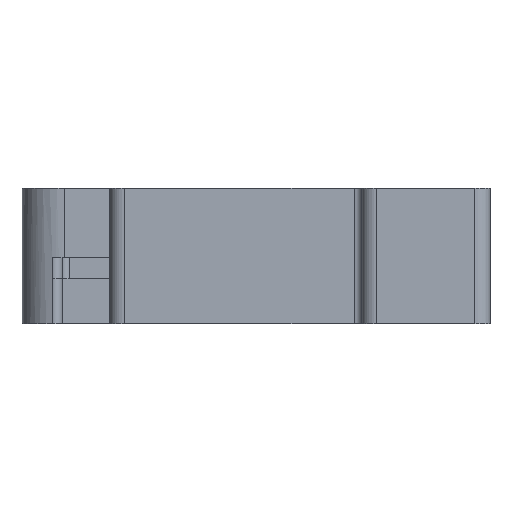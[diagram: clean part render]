
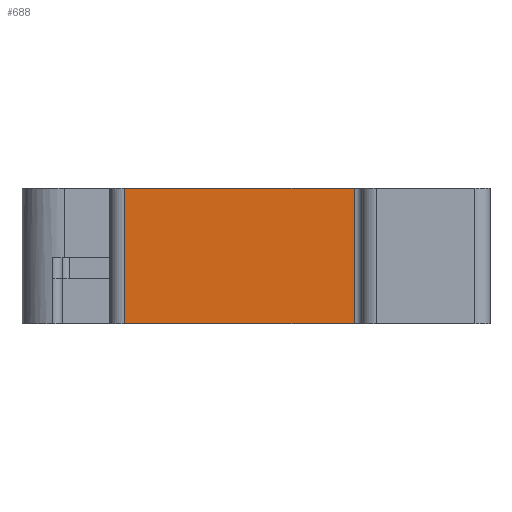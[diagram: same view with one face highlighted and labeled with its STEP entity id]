
A CAD part, front view. The second image highlights one B-rep face of the part: STEP entity #688.
In plain terms, the highlighted planar face has unit normal (0, -1, 0).
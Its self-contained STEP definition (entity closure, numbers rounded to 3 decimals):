
#21 = EDGE_CURVE('',#22,#24,#26,.T.);
#22 = VERTEX_POINT('',#23);
#23 = CARTESIAN_POINT('',(-8.7,-29.62,9.));
#24 = VERTEX_POINT('',#25);
#25 = CARTESIAN_POINT('',(6.5,-29.62,9.));
#26 = LINE('',#27,#28);
#27 = CARTESIAN_POINT('',(-9.7,-29.62,9.));
#28 = VECTOR('',#29,1.);
#29 = DIRECTION('',(1.,0.,0.));
#688 = ADVANCED_FACE('',(#689),#714,.F.);
#689 = FACE_BOUND('',#690,.F.);
#690 = EDGE_LOOP('',(#691,#701,#707,#708));
#691 = ORIENTED_EDGE('',*,*,#692,.F.);
#692 = EDGE_CURVE('',#693,#695,#697,.T.);
#693 = VERTEX_POINT('',#694);
#694 = CARTESIAN_POINT('',(-8.7,-29.62,0.));
#695 = VERTEX_POINT('',#696);
#696 = CARTESIAN_POINT('',(6.5,-29.62,0.));
#697 = LINE('',#698,#699);
#698 = CARTESIAN_POINT('',(-9.7,-29.62,0.));
#699 = VECTOR('',#700,1.);
#700 = DIRECTION('',(1.,0.,0.));
#701 = ORIENTED_EDGE('',*,*,#702,.T.);
#702 = EDGE_CURVE('',#693,#22,#703,.T.);
#703 = LINE('',#704,#705);
#704 = CARTESIAN_POINT('',(-8.7,-29.62,0.));
#705 = VECTOR('',#706,1.);
#706 = DIRECTION('',(0.,0.,1.));
#707 = ORIENTED_EDGE('',*,*,#21,.T.);
#708 = ORIENTED_EDGE('',*,*,#709,.F.);
#709 = EDGE_CURVE('',#695,#24,#710,.T.);
#710 = LINE('',#711,#712);
#711 = CARTESIAN_POINT('',(6.5,-29.62,0.));
#712 = VECTOR('',#713,1.);
#713 = DIRECTION('',(0.,0.,1.));
#714 = PLANE('',#715);
#715 = AXIS2_PLACEMENT_3D('',#716,#717,#718);
#716 = CARTESIAN_POINT('',(-9.7,-29.62,0.));
#717 = DIRECTION('',(0.,1.,0.));
#718 = DIRECTION('',(1.,0.,0.));
